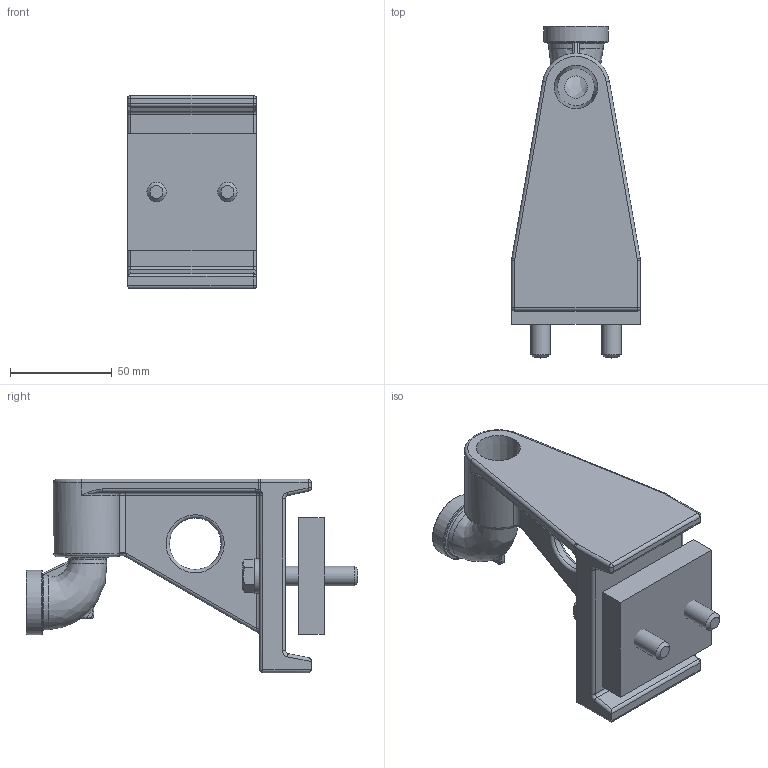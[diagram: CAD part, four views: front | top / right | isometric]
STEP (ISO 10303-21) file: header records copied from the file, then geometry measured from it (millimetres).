
FILE_DESCRIPTION((''),'2;1');
FILE_NAME('25070.stp','2009-10-15T07:24:48',('jholman'),(''),'Autodesk Inventor 2009','Autodesk Inventor 2009','');
FILE_SCHEMA(('AUTOMOTIVE_DESIGN { 1 0 10303 214 1 1 1 1 }'));
Length unit declared in the file: inch
Products named in the file (6): 3D113WD4C; 3D11F5B4C; 3D1138B4B; 3D11L3B4B; Regular Helical Spring Lock Washer (Inch) 3/8  Regular. Carbon Steel; 3D1188B4B
Assembly tree (7 placements, depth 2):
  3D113WD4C
    3D11F5B4C
    3D1138B4B
    3D11L3B4B  x2
    Regular Helical Spring Lock Washer (Inch) 3/8  Regular. Carbon Steel  x2
    3D1188B4B
Bounding box: 63.5 x 163.51 x 95.25 mm (x, y, z)
Volume: 204929.8 mm3; surface area: 64386.5 mm2
Topology: 6 solids, 7 shells, 226 faces, 532 edges, 316 vertices
Faces by surface type: plane 75, cylinder 73, bspline 43, torus 15, cone 14, sphere 6
Full cylindrical faces by diameter (mm): 9.525 x2, 11.113 x1, 14.288 x2, 31.75 x1
Entity records: 7546 total; most frequent: CARTESIAN_POINT 3228, DIRECTION 859, ORIENTED_EDGE 822, EDGE_CURVE 411, AXIS2_PLACEMENT_3D 358, VERTEX_POINT 259, EDGE_LOOP 240, FACE_OUTER_BOUND 194
